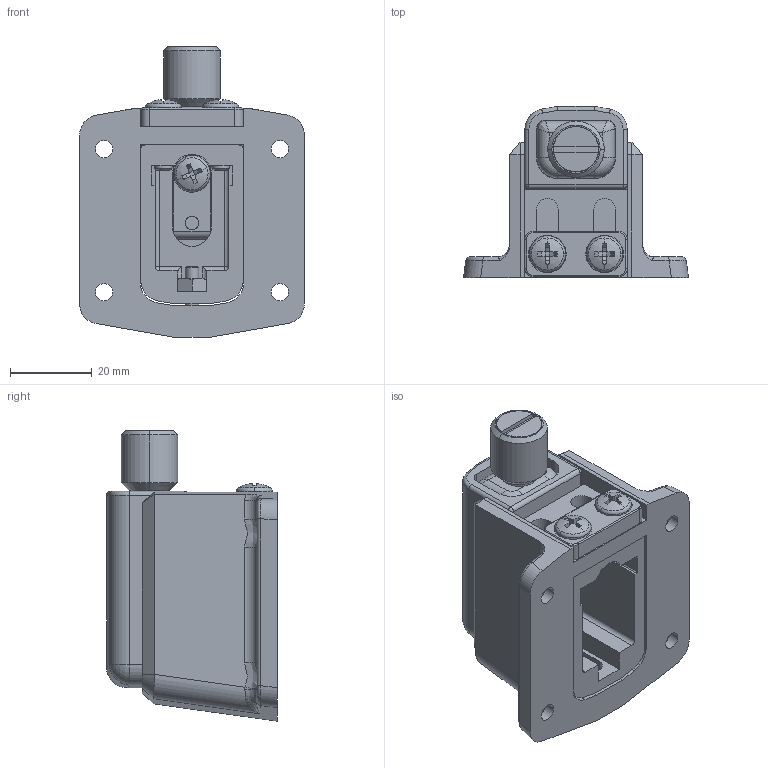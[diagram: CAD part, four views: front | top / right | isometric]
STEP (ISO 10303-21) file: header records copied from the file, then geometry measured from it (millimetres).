
FILE_DESCRIPTION (( 'STEP AP203' ), '1' );
FILE_NAME ('FA-683-S.STEP', '2019-05-17T06:24:01', ( '' ), ( '' ), 'SwSTEP 2.0', 'SolidWorks 2014', '' );
FILE_SCHEMA (( 'CONFIG_CONTROL_DESIGN' ));
Length unit declared in the file: millimetre
Products named in the file (11): 十字穴付小ねじ_内径基準ver1.02_M5×10十字穴付なべ小ねじ(鉄)SWシングルセムス(P2); FA-683-S_ラッチ; FA-683-S; FA-683-S_ 高さ調整板; FA-683-S_ベース; 十字穴付皿小ねじ_内径基準ver1.02_M4×14十字穴付皿小ねじ; FA-683-S_ローラー; 十字穴付小ねじ_内径基準ver1.02_M5×14十字穴付なべ小ねじ(鉄)SWシングルセムス(P2); FA-683-S_ラッチケース; ˜ZŠpƒiƒbƒgver1.01_M4ƒiƒbƒg(“S)1Ží; FA-683-S_ローラー軸
Assembly tree (11 placements, depth 2):
  FA-683-S
    FA-683-S_ベース
    FA-683-S_ラッチケース
    FA-683-S_ラッチ
    FA-683-S_ローラー
    FA-683-S_ローラー軸
    FA-683-S_ 高さ調整板
    十字穴付小ねじ_内径基準ver1.02_M5×14十字穴付なべ小ねじ(鉄)SWシングルセムス(P2)  x2
    十字穴付小ねじ_内径基準ver1.02_M5×10十字穴付なべ小ねじ(鉄)SWシングルセムス(P2)
    十字穴付皿小ねじ_内径基準ver1.02_M4×14十字穴付皿小ねじ
    ˜ZŠpƒiƒbƒgver1.01_M4ƒiƒbƒg(“S)1Ží
Bounding box: 55 x 41.79 x 71 mm (x, y, z)
Volume: 53639.3 mm3; surface area: 32591 mm2
Topology: 11 solids, 11 shells, 491 faces, 1251 edges, 777 vertices
Faces by surface type: plane 203, cylinder 187, cone 46, bspline 21, torus 18, sphere 16
Entity records: 15727 total; most frequent: CARTESIAN_POINT 3767, DIRECTION 2304, ORIENTED_EDGE 2254, EDGE_CURVE 1127, AXIS2_PLACEMENT_3D 857, VERTEX_POINT 705, LINE 590, VECTOR 590
